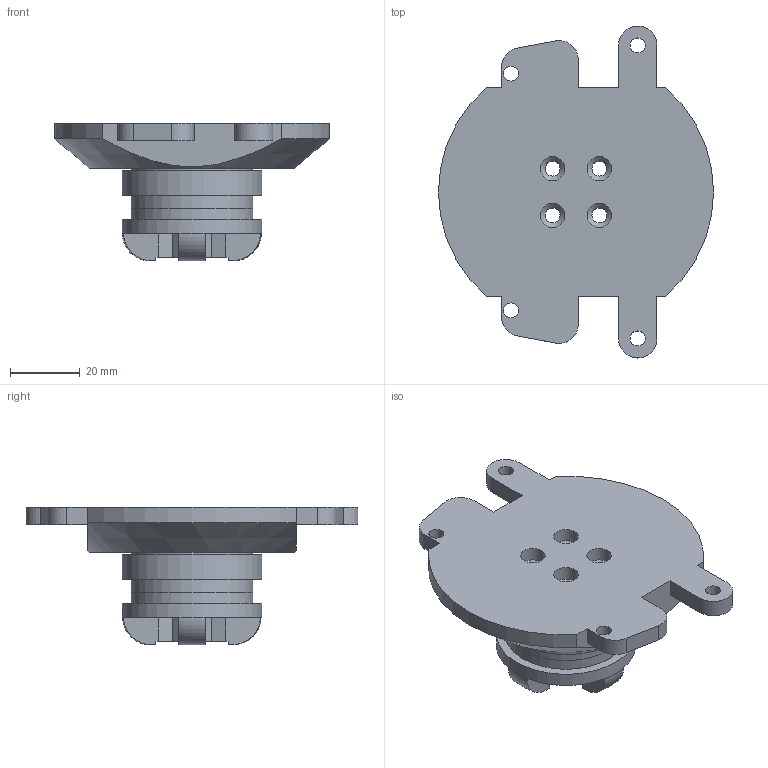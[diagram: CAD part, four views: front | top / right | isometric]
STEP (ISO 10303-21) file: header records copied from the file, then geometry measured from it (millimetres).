
FILE_DESCRIPTION(/* description */ (''),/* implementation_level */ '2;1');
FILE_NAME(/* name */ 'Arm - swing base v1.step',/* time_stamp */ '2022-05-20T11:02:34-04:00',/* author */ (''),/* organization */ (''),/* preprocessor_version */ 'ST-DEVELOPER v18.1',/* originating_system */ 'Autodesk Translation Framework v10.14.0.1471',/* authorisation */ '');
FILE_SCHEMA (('AUTOMOTIVE_DESIGN { 1 0 10303 214 3 1 1 }'));
Length unit declared in the file: millimetre
Products named in the file (1): Arm - swing base
Bounding box: 79 x 95.32 x 39.55 mm (x, y, z)
Volume: 64958.7 mm3; surface area: 25619.5 mm2
Topology: 3 solids, 3 shells, 147 faces, 363 edges, 232 vertices
Faces by surface type: plane 88, cylinder 48, cone 7, torus 4
Full cylindrical faces by diameter (mm): 2.3 x4, 4 x4, 4.3 x16, 5 x1, 7 x4, 10 x1, 35 x3, 40 x2, 53 x1
Entity records: 4566 total; most frequent: CARTESIAN_POINT 883, DIRECTION 765, ORIENTED_EDGE 726, EDGE_CURVE 363, AXIS2_PLACEMENT_3D 264, LINE 237, VECTOR 237, VERTEX_POINT 232
